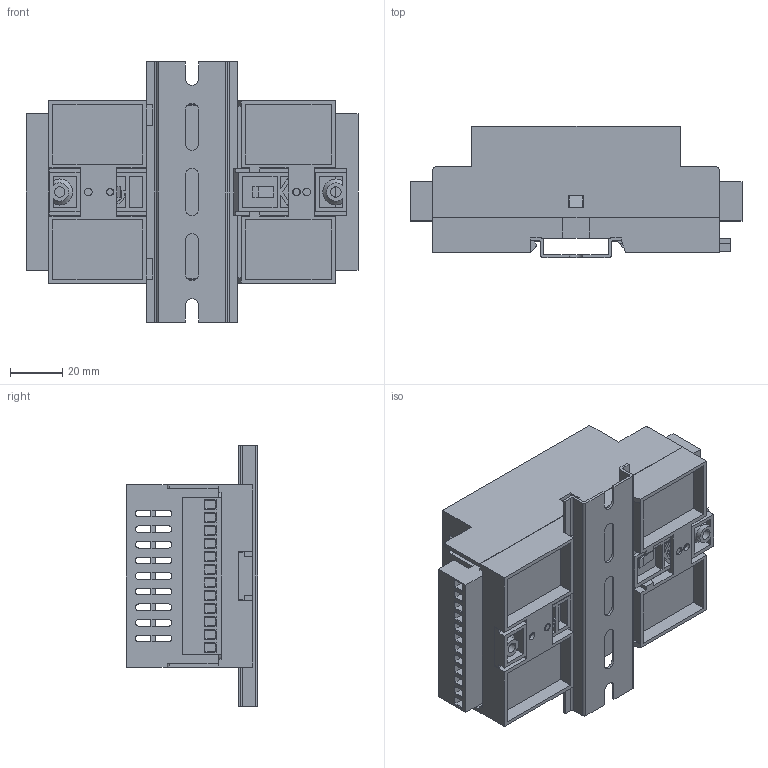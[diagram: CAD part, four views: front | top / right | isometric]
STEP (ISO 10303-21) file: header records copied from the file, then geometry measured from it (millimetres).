
FILE_DESCRIPTION (( 'STEP AP214' ), '1' );
FILE_NAME ('CESV-70-03.STEP', '2022-11-12T10:25:27', ( '' ), ( '' ), 'SwSTEP 2.0', 'SolidWorks 2017', '' );
FILE_SCHEMA (( 'AUTOMOTIVE_DESIGN' ));
Length unit declared in the file: millimetre
Products named in the file (11): Clip-Big; TopCover with Ventilation - CESVC-70; Screw-small; Base plate - MDB-70; CESV-70-03; Screw-smallest; Base PCB-MDP-70-01; Clip-Small; Rail-35; Euro Terminal5mm-Plug-In-12Way; Display PCB^CES-70
Assembly tree (15 placements, depth 2):
  CESV-70-03
    Base plate - MDB-70
    Clip-Big
    Clip-Small
    Base PCB-MDP-70-01
    Screw-small  x2
    Euro Terminal5mm-Plug-In-12Way  x2
    Rail-35
    Display PCB^CES-70
    Screw-smallest  x4
    TopCover with Ventilation - CESVC-70
Bounding box: 127.6 x 50.55 x 100 mm (x, y, z)
Volume: 85839.8 mm3; surface area: 117058.6 mm2
Topology: 15 solids, 15 shells, 1349 faces, 3616 edges, 2350 vertices
Faces by surface type: plane 924, cylinder 347, cone 40, torus 22, bspline 16
Entity records: 31272 total; most frequent: CARTESIAN_POINT 5601, ORIENTED_EDGE 5252, DIRECTION 5146, EDGE_CURVE 2626, VECTOR 1934, LINE 1934, VERTEX_POINT 1719, AXIS2_PLACEMENT_3D 1606
